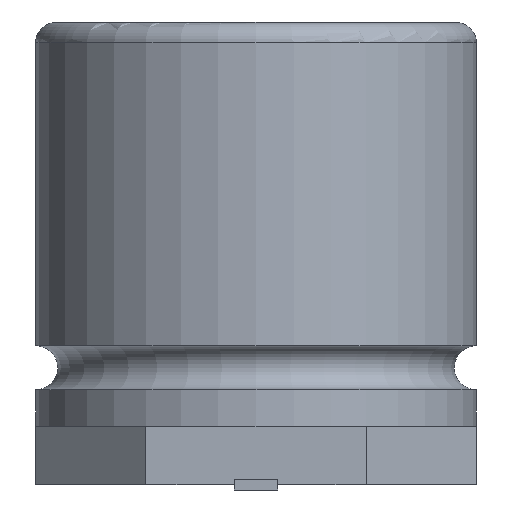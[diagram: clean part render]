
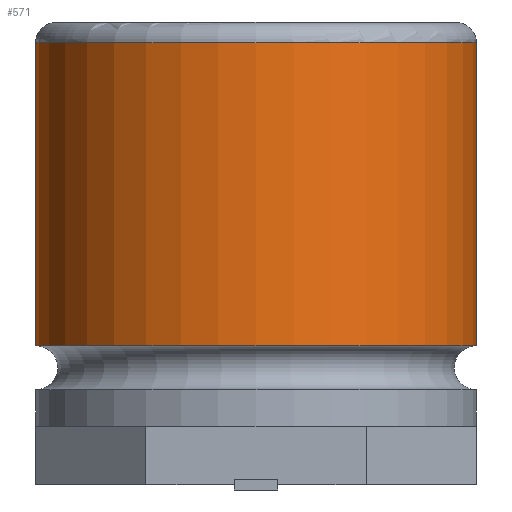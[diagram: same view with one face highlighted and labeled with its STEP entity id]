
A CAD part, left-side view. The second image highlights one B-rep face of the part: STEP entity #571.
In plain terms, the highlighted cylindrical face has radius 3.3 mm (diameter 6.6 mm), a full revolution.
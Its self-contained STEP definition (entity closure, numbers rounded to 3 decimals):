
#17=CYLINDRICAL_SURFACE('',#623,3.3);
#23=CIRCLE('',#620,3.3);
#24=CIRCLE('',#621,3.3);
#26=CIRCLE('',#624,3.3);
#72=FACE_OUTER_BOUND('',#103,.T.);
#103=EDGE_LOOP('',(#424,#425,#426,#427,#428));
#150=LINE('',#878,#214);
#214=VECTOR('',#715,3.3);
#275=VERTEX_POINT('',#870);
#276=VERTEX_POINT('',#872);
#277=VERTEX_POINT('',#877);
#331=EDGE_CURVE('',#275,#276,#23,.T.);
#332=EDGE_CURVE('',#276,#275,#24,.T.);
#334=EDGE_CURVE('',#275,#277,#150,.T.);
#335=EDGE_CURVE('',#277,#277,#26,.T.);
#424=ORIENTED_EDGE('',*,*,#332,.F.);
#425=ORIENTED_EDGE('',*,*,#331,.F.);
#426=ORIENTED_EDGE('',*,*,#334,.T.);
#427=ORIENTED_EDGE('',*,*,#335,.T.);
#428=ORIENTED_EDGE('',*,*,#334,.F.);
#571=ADVANCED_FACE('',(#72),#17,.T.);
#620=AXIS2_PLACEMENT_3D('',#873,#707,#708);
#621=AXIS2_PLACEMENT_3D('',#874,#709,#710);
#623=AXIS2_PLACEMENT_3D('',#876,#713,#714);
#624=AXIS2_PLACEMENT_3D('',#879,#716,#717);
#707=DIRECTION('center_axis',(0.,0.,1.));
#708=DIRECTION('ref_axis',(-1.,0.,0.));
#709=DIRECTION('center_axis',(0.,0.,1.));
#710=DIRECTION('ref_axis',(-1.,0.,0.));
#713=DIRECTION('center_axis',(0.,0.,1.));
#714=DIRECTION('ref_axis',(1.,0.,0.));
#715=DIRECTION('',(0.,0.,-1.));
#716=DIRECTION('center_axis',(0.,0.,1.));
#717=DIRECTION('ref_axis',(1.,0.,0.));
#870=CARTESIAN_POINT('',(-3.3,0.,6.7));
#872=CARTESIAN_POINT('',(3.3,0.,6.7));
#873=CARTESIAN_POINT('Origin',(0.,0.,6.7));
#874=CARTESIAN_POINT('Origin',(0.,0.,6.7));
#876=CARTESIAN_POINT('Origin',(0.,0.,3.978));
#877=CARTESIAN_POINT('',(-3.3,0.,2.161));
#878=CARTESIAN_POINT('',(-3.3,0.,3.978));
#879=CARTESIAN_POINT('Origin',(0.,0.,2.161));
